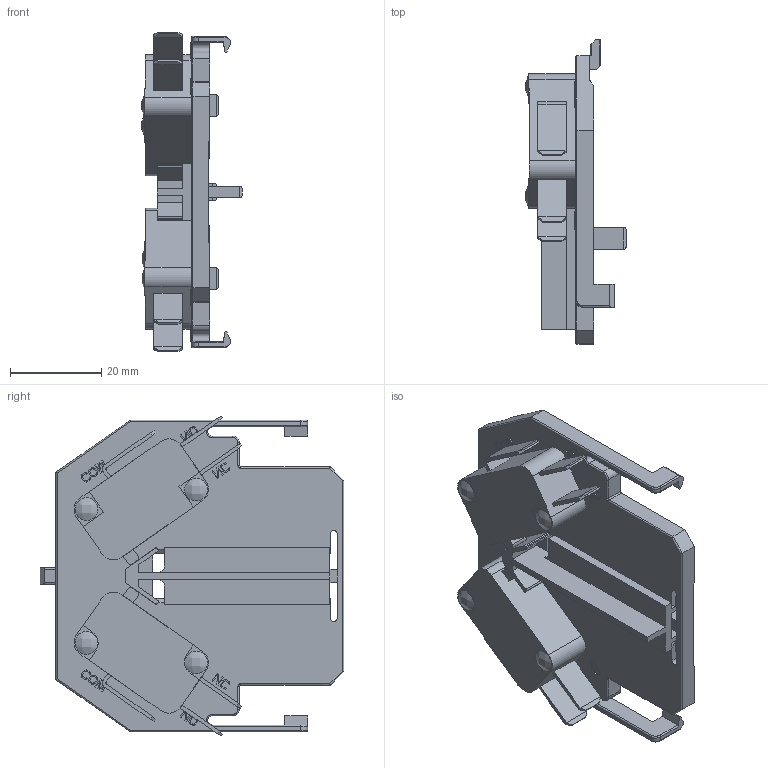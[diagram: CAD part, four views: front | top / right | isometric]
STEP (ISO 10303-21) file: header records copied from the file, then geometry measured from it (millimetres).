
FILE_DESCRIPTION (( 'STEP AP214' ), '1' );
FILE_NAME ('WDPAXFC11Q.step', '2017-11-28T15:29:18', ( '' ), ( '' ), 'SwSTEP 2.0', 'SolidWorks 2017', '' );
FILE_SCHEMA (( 'AUTOMOTIVE_DESIGN' ));
Length unit declared in the file: inch
Products named in the file (1): WDPAXFC11Q
Bounding box: 22.01 x 66.8 x 70.21 mm (x, y, z)
Volume: 17184.7 mm3; surface area: 18226.2 mm2
Topology: 3 solids, 3 shells, 1015 faces, 2830 edges, 1856 vertices
Faces by surface type: plane 795, cylinder 190, bspline 22, cone 8
Entity records: 33393 total; most frequent: CARTESIAN_POINT 7301, ORIENTED_EDGE 5644, DIRECTION 5029, EDGE_CURVE 2822, LINE 2361, VECTOR 2361, VERTEX_POINT 1856, AXIS2_PLACEMENT_3D 1334
